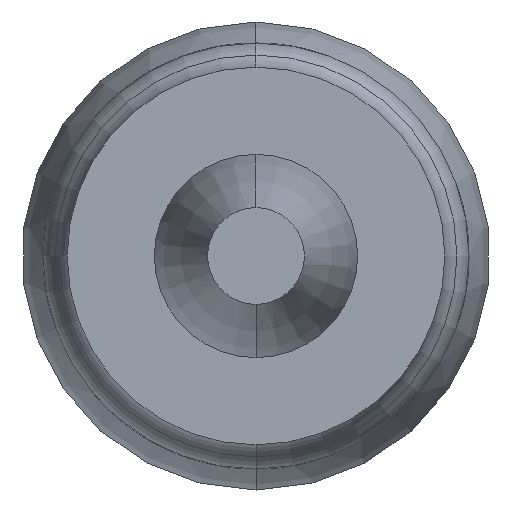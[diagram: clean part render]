
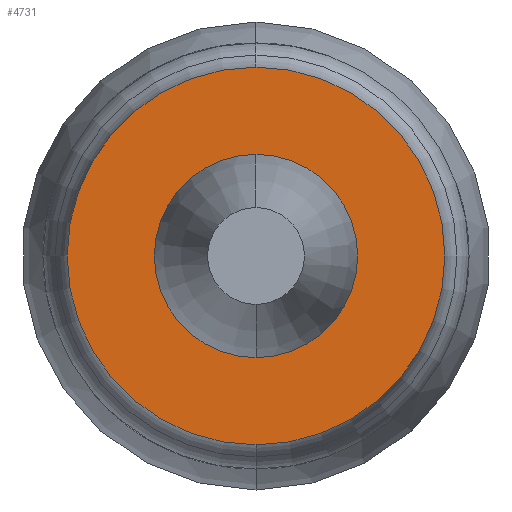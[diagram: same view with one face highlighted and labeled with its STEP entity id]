
A CAD part, front view. The second image highlights one B-rep face of the part: STEP entity #4731.
In plain terms, the highlighted planar face has unit normal (0, -1, 0).
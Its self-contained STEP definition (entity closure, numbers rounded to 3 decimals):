
#19 = PLANE ( 'NONE',  #2087 ) ;
#42 = CIRCLE ( 'NONE', #174, 0.585 ) ;
#54 = CARTESIAN_POINT ( 'NONE',  ( 0., -30., 0.585 ) ) ;
#102 = CIRCLE ( 'NONE', #282, 0.315 ) ;
#135 = ORIENTED_EDGE ( 'NONE', *, *, #2394, .T. ) ;
#174 = AXIS2_PLACEMENT_3D ( 'NONE', #4657, #668, #4723 ) ;
#282 = AXIS2_PLACEMENT_3D ( 'NONE', #2571, #3591, #706 ) ;
#372 = EDGE_LOOP ( 'NONE', ( #1571, #3725 ) ) ;
#629 = DIRECTION ( 'NONE',  ( 0., 0., 1. ) ) ;
#668 = DIRECTION ( 'NONE',  ( 0., 1., 0. ) ) ;
#706 = DIRECTION ( 'NONE',  ( 0., 0., 1. ) ) ;
#738 = DIRECTION ( 'NONE',  ( 0., 0., 1. ) ) ;
#835 = VERTEX_POINT ( 'NONE', #2763 ) ;
#1039 = FACE_OUTER_BOUND ( 'NONE', #372, .T. ) ;
#1179 = CARTESIAN_POINT ( 'NONE',  ( 0., -30., -0.585 ) ) ;
#1183 = CARTESIAN_POINT ( 'NONE',  ( 0., -30., -0.315 ) ) ;
#1571 = ORIENTED_EDGE ( 'NONE', *, *, #1857, .F. ) ;
#1820 = EDGE_LOOP ( 'NONE', ( #135, #3411 ) ) ;
#1857 = EDGE_CURVE ( 'Defeature ausgef�hrt1_6+Defeature ausgef�hrt1_5+Defeature ausgef�hrt1_5+Defeature ausgef�hrt1_5', #4019, #2639, #3951, .T. ) ;
#1869 = CARTESIAN_POINT ( 'NONE',  ( 0.585, -30., 0. ) ) ;
#2087 = AXIS2_PLACEMENT_3D ( 'NONE', #1869, #2647, #3750 ) ;
#2148 = CARTESIAN_POINT ( 'NONE',  ( 0., -30., 0. ) ) ;
#2394 = EDGE_CURVE ( 'Defeature ausgef�hrt1_5+Defeature ausgef�hrt1_0+Defeature ausgef�hrt1_0+Defeature ausgef�hrt1_0', #835, #4415, #3124, .T. ) ;
#2571 = CARTESIAN_POINT ( 'NONE',  ( 0., -30., 0. ) ) ;
#2639 = VERTEX_POINT ( 'NONE', #1179 ) ;
#2647 = DIRECTION ( 'NONE',  ( 0., 1., 0. ) ) ;
#2763 = CARTESIAN_POINT ( 'NONE',  ( 0., -30., 0.315 ) ) ;
#2844 = DIRECTION ( 'NONE',  ( 0., 1., 0. ) ) ;
#2931 = DIRECTION ( 'NONE',  ( 0., 1., 0. ) ) ;
#3124 = CIRCLE ( 'NONE', #4329, 0.315 ) ;
#3304 = EDGE_CURVE ( 'Defeature ausgef�hrt1_5+Defeature ausgef�hrt1_0+Defeature ausgef�hrt1_0+Defeature ausgef�hrt1_0', #4415, #835, #102, .T. ) ;
#3411 = ORIENTED_EDGE ( 'NONE', *, *, #3304, .T. ) ;
#3591 = DIRECTION ( 'NONE',  ( 0., 1., 0. ) ) ;
#3725 = ORIENTED_EDGE ( 'NONE', *, *, #4594, .F. ) ;
#3750 = DIRECTION ( 'NONE',  ( 0., 0., 1. ) ) ;
#3793 = AXIS2_PLACEMENT_3D ( 'NONE', #2148, #2844, #629 ) ;
#3951 = CIRCLE ( 'NONE', #3793, 0.585 ) ;
#4019 = VERTEX_POINT ( 'NONE', #54 ) ;
#4031 = CARTESIAN_POINT ( 'NONE',  ( 0., -30., 0. ) ) ;
#4325 = FACE_BOUND ( 'NONE', #1820, .T. ) ;
#4329 = AXIS2_PLACEMENT_3D ( 'NONE', #4031, #2931, #738 ) ;
#4415 = VERTEX_POINT ( 'NONE', #1183 ) ;
#4594 = EDGE_CURVE ( 'Defeature ausgef�hrt1_6+Defeature ausgef�hrt1_5+Defeature ausgef�hrt1_5+Defeature ausgef�hrt1_5', #2639, #4019, #42, .T. ) ;
#4657 = CARTESIAN_POINT ( 'NONE',  ( 0., -30., 0. ) ) ;
#4723 = DIRECTION ( 'NONE',  ( 0., 0., 1. ) ) ;
#4731 = ADVANCED_FACE ( 'Defeature ausgef�hrt1_5', ( #4325, #1039 ), #19, .F. ) ;
